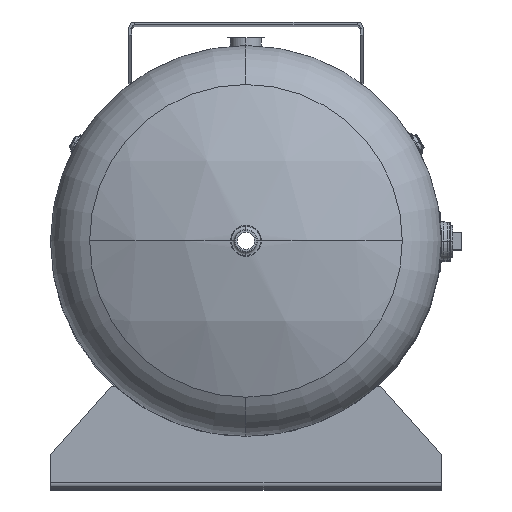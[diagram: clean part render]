
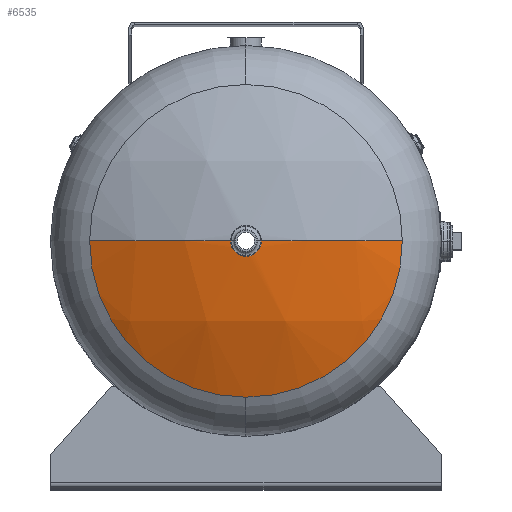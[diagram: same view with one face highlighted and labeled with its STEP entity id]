
A CAD part, top view. The second image highlights one B-rep face of the part: STEP entity #6535.
In plain terms, the highlighted spherical face has radius 685.8 mm.
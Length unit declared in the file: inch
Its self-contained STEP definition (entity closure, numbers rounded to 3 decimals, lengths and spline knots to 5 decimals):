
#356 = AXIS2_PLACEMENT_3D ( 'NONE', #6705, #6704, #6708 ) ;
#358 = AXIS2_PLACEMENT_3D ( 'NONE', #6722, #6731, #6736 ) ;
#360 = AXIS2_PLACEMENT_3D ( 'NONE', #6734, #6746, #6717 ) ;
#362 = AXIS2_PLACEMENT_3D ( 'NONE', #6727, #6739, #6748 ) ;
#364 = AXIS2_PLACEMENT_3D ( 'NONE', #6776, #6769, #6767 ) ;
#625 = CARTESIAN_POINT ( 'NONE',  ( -0.8775, 0., 41.98574 ) ) ;
#663 = CARTESIAN_POINT ( 'NONE',  ( 12., 0., 39.18677 ) ) ;
#699 = CARTESIAN_POINT ( 'NONE',  ( -12., 0., 39.18677 ) ) ;
#701 = CARTESIAN_POINT ( 'NONE',  ( 0., -12., 39.18677 ) ) ;
#741 = CARTESIAN_POINT ( 'NONE',  ( 0.8775, 0., 41.98574 ) ) ;
#937 = CIRCLE ( 'NONE', #362, 0.8775 ) ;
#939 = CIRCLE ( 'NONE', #364, 27. ) ;
#1589 = DIRECTION ( 'NONE',  ( 1., 0., 0. ) ) ;
#1590 = CARTESIAN_POINT ( 'NONE',  ( 0., 0., 15. ) ) ;
#1591 = DIRECTION ( 'NONE',  ( 0., -1., 0. ) ) ;
#2526 = ORIENTED_EDGE ( 'NONE', *, *, #9684, .F. ) ;
#2527 = ORIENTED_EDGE ( 'NONE', *, *, #9685, .F. ) ;
#2528 = ORIENTED_EDGE ( 'NONE', *, *, #9686, .F. ) ;
#2529 = ORIENTED_EDGE ( 'NONE', *, *, #9688, .T. ) ;
#2530 = ORIENTED_EDGE ( 'NONE', *, *, #9687, .F. ) ;
#2720 = FACE_OUTER_BOUND ( 'NONE', #4025, .T. ) ;
#2723 = SPHERICAL_SURFACE ( 'NONE', #10173, 27. ) ;
#4025 = EDGE_LOOP ( 'NONE', ( #2530, #2529, #2528, #2527, #2526 ) ) ;
#4107 = VERTEX_POINT ( 'NONE', #741 ) ;
#4111 = VERTEX_POINT ( 'NONE', #699 ) ;
#4126 = VERTEX_POINT ( 'NONE', #701 ) ;
#4157 = VERTEX_POINT ( 'NONE', #663 ) ;
#4201 = VERTEX_POINT ( 'NONE', #625 ) ;
#6535 = ADVANCED_FACE ( 'NONE', ( #2720 ), #2723, .T. ) ;
#6704 = DIRECTION ( 'NONE',  ( 0., 1., 0. ) ) ;
#6705 = CARTESIAN_POINT ( 'NONE',  ( 0., 0., 15. ) ) ;
#6708 = DIRECTION ( 'NONE',  ( 0., 0., 1. ) ) ;
#6717 = DIRECTION ( 'NONE',  ( 0., 1., 0. ) ) ;
#6722 = CARTESIAN_POINT ( 'NONE',  ( 0., 0., 39.18677 ) ) ;
#6727 = CARTESIAN_POINT ( 'NONE',  ( 0., 0., 41.98574 ) ) ;
#6731 = DIRECTION ( 'NONE',  ( 0., 0., -1. ) ) ;
#6734 = CARTESIAN_POINT ( 'NONE',  ( 0., 0., 39.18677 ) ) ;
#6736 = DIRECTION ( 'NONE',  ( 0., 1., 0. ) ) ;
#6739 = DIRECTION ( 'NONE',  ( 0., 0., 1. ) ) ;
#6746 = DIRECTION ( 'NONE',  ( 0., 0., -1. ) ) ;
#6748 = DIRECTION ( 'NONE',  ( -1., 0., 0. ) ) ;
#6767 = DIRECTION ( 'NONE',  ( 1., 0., 0. ) ) ;
#6769 = DIRECTION ( 'NONE',  ( 0., -1., 0. ) ) ;
#6776 = CARTESIAN_POINT ( 'NONE',  ( 0., 0., 15. ) ) ;
#7822 = CIRCLE ( 'NONE', #358, 12. ) ;
#7823 = CIRCLE ( 'NONE', #356, 27. ) ;
#7825 = CIRCLE ( 'NONE', #360, 12. ) ;
#9684 = EDGE_CURVE ( 'NONE', #4107, #4157, #7823, .T. ) ;
#9685 = EDGE_CURVE ( 'NONE', #4157, #4126, #7822, .T. ) ;
#9686 = EDGE_CURVE ( 'NONE', #4126, #4111, #7825, .T. ) ;
#9687 = EDGE_CURVE ( 'NONE', #4201, #4107, #937, .T. ) ;
#9688 = EDGE_CURVE ( 'NONE', #4201, #4111, #939, .T. ) ;
#10173 = AXIS2_PLACEMENT_3D ( 'NONE', #1590, #1591, #1589 ) ;
